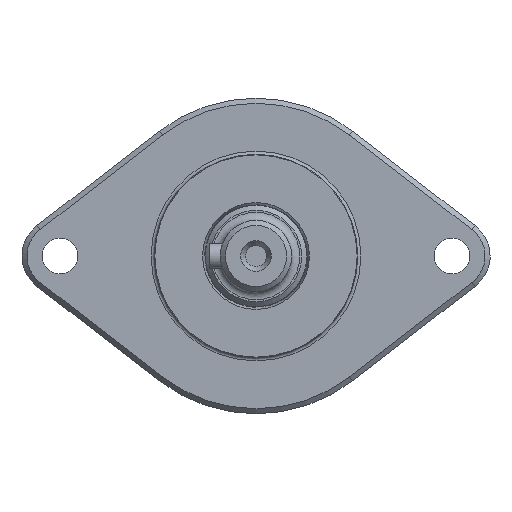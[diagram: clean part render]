
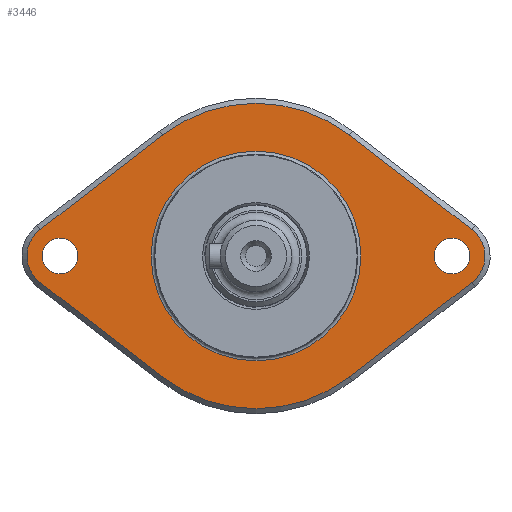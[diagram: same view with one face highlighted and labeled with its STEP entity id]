
A CAD part, left-side view. The second image highlights one B-rep face of the part: STEP entity #3446.
In plain terms, the highlighted planar face has unit normal (-1, 0, 0).
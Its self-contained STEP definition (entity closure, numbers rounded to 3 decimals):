
#269=FACE_BOUND('',#1216,.T.);
#270=FACE_BOUND('',#1217,.T.);
#271=FACE_BOUND('',#1218,.T.);
#539=LINE('',#5812,#809);
#540=LINE('',#5816,#810);
#541=LINE('',#5820,#811);
#542=LINE('',#5823,#812);
#809=VECTOR('',#4604,10.);
#810=VECTOR('',#4607,10.);
#811=VECTOR('',#4610,10.);
#812=VECTOR('',#4613,10.);
#1012=FACE_OUTER_BOUND('',#1215,.T.);
#1215=EDGE_LOOP('',(#2961,#2962,#2963,#2964,#2965,#2966,#2967,#2968));
#1216=EDGE_LOOP('',(#2969,#2970));
#1217=EDGE_LOOP('',(#2971));
#1218=EDGE_LOOP('',(#2972));
#1370=CIRCLE('',#3728,20.6);
#1372=CIRCLE('',#3730,20.6);
#1374=CIRCLE('',#3733,3.5);
#1378=CIRCLE('',#3740,3.5);
#1387=CIRCLE('',#3760,6.5);
#1388=CIRCLE('',#3761,30.);
#1389=CIRCLE('',#3762,6.5);
#1390=CIRCLE('',#3763,30.);
#1687=VERTEX_POINT('',#5724);
#1688=VERTEX_POINT('',#5725);
#1690=VERTEX_POINT('',#5732);
#1698=VERTEX_POINT('',#5753);
#1714=VERTEX_POINT('',#5808);
#1715=VERTEX_POINT('',#5809);
#1716=VERTEX_POINT('',#5811);
#1717=VERTEX_POINT('',#5813);
#1718=VERTEX_POINT('',#5815);
#1719=VERTEX_POINT('',#5817);
#1720=VERTEX_POINT('',#5819);
#1721=VERTEX_POINT('',#5821);
#2104=EDGE_CURVE('',#1687,#1688,#1370,.T.);
#2106=EDGE_CURVE('',#1688,#1687,#1372,.T.);
#2109=EDGE_CURVE('',#1690,#1690,#1374,.T.);
#2119=EDGE_CURVE('',#1698,#1698,#1378,.T.);
#2146=EDGE_CURVE('',#1714,#1715,#1387,.T.);
#2147=EDGE_CURVE('',#1716,#1714,#539,.T.);
#2148=EDGE_CURVE('',#1717,#1716,#1388,.T.);
#2149=EDGE_CURVE('',#1718,#1717,#540,.T.);
#2150=EDGE_CURVE('',#1719,#1718,#1389,.T.);
#2151=EDGE_CURVE('',#1720,#1719,#541,.T.);
#2152=EDGE_CURVE('',#1721,#1720,#1390,.T.);
#2153=EDGE_CURVE('',#1715,#1721,#542,.T.);
#2961=ORIENTED_EDGE('',*,*,#2146,.F.);
#2962=ORIENTED_EDGE('',*,*,#2147,.F.);
#2963=ORIENTED_EDGE('',*,*,#2148,.F.);
#2964=ORIENTED_EDGE('',*,*,#2149,.F.);
#2965=ORIENTED_EDGE('',*,*,#2150,.F.);
#2966=ORIENTED_EDGE('',*,*,#2151,.F.);
#2967=ORIENTED_EDGE('',*,*,#2152,.F.);
#2968=ORIENTED_EDGE('',*,*,#2153,.F.);
#2969=ORIENTED_EDGE('',*,*,#2104,.F.);
#2970=ORIENTED_EDGE('',*,*,#2106,.F.);
#2971=ORIENTED_EDGE('',*,*,#2109,.T.);
#2972=ORIENTED_EDGE('',*,*,#2119,.T.);
#3294=PLANE('',#3759);
#3446=ADVANCED_FACE('',(#1012,#269,#270,#271),#3294,.T.);
#3728=AXIS2_PLACEMENT_3D('',#5726,#4513,#4514);
#3730=AXIS2_PLACEMENT_3D('',#5728,#4517,#4518);
#3733=AXIS2_PLACEMENT_3D('',#5734,#4524,#4525);
#3740=AXIS2_PLACEMENT_3D('',#5755,#4544,#4545);
#3759=AXIS2_PLACEMENT_3D('',#5807,#4600,#4601);
#3760=AXIS2_PLACEMENT_3D('',#5810,#4602,#4603);
#3761=AXIS2_PLACEMENT_3D('',#5814,#4605,#4606);
#3762=AXIS2_PLACEMENT_3D('',#5818,#4608,#4609);
#3763=AXIS2_PLACEMENT_3D('',#5822,#4611,#4612);
#4513=DIRECTION('center_axis',(-1.,0.,0.));
#4514=DIRECTION('ref_axis',(0.,1.,0.));
#4517=DIRECTION('center_axis',(-1.,0.,0.));
#4518=DIRECTION('ref_axis',(0.,1.,0.));
#4524=DIRECTION('center_axis',(1.,0.,0.));
#4525=DIRECTION('ref_axis',(0.,0.,
1.));
#4544=DIRECTION('center_axis',(1.,0.,0.));
#4545=DIRECTION('ref_axis',(0.,0.,
1.));
#4600=DIRECTION('center_axis',(-1.,0.,0.));
#4601=DIRECTION('ref_axis',(0.,0.,
1.));
#4602=DIRECTION('center_axis',(1.,0.,0.));
#4603=DIRECTION('ref_axis',(0.,0.61,-0.792));
#4604=DIRECTION('',(0.,0.792,0.61));
#4605=DIRECTION('center_axis',(1.,0.,0.));
#4606=DIRECTION('ref_axis',(0.,-0.61,-0.792));
#4607=DIRECTION('',(0.,0.792,-0.61));
#4608=DIRECTION('center_axis',(1.,0.,0.));
#4609=DIRECTION('ref_axis',(0.,-0.61,0.792));
#4610=DIRECTION('',(0.,-0.792,-0.61));
#4611=DIRECTION('center_axis',(1.,0.,0.));
#4612=DIRECTION('ref_axis',(0.,0.61,0.792));
#4613=DIRECTION('',(0.,-0.792,0.61));
#5724=CARTESIAN_POINT('',(-98.2,20.6,0.));
#5725=CARTESIAN_POINT('',(-98.2,0.,-20.6));
#5726=CARTESIAN_POINT('Origin',(-98.2,0.,0.));
#5728=CARTESIAN_POINT('Origin',(-98.2,0.,0.));
#5732=CARTESIAN_POINT('',(-98.2,38.5,-3.5));
#5734=CARTESIAN_POINT('Origin',(-98.2,38.5,0.));
#5753=CARTESIAN_POINT('',(-98.2,-38.5,-3.5));
#5755=CARTESIAN_POINT('Origin',(-98.2,-38.5,0.));
#5807=CARTESIAN_POINT('Origin',(-98.2,33.3,0.));
#5808=CARTESIAN_POINT('',(-98.2,42.468,-5.149));
#5809=CARTESIAN_POINT('',(-98.2,42.468,5.149));
#5810=CARTESIAN_POINT('Origin',(-98.2,38.5,0.));
#5811=CARTESIAN_POINT('',(-98.2,18.312,-23.763));
#5812=CARTESIAN_POINT('',(-98.2,40.836,-6.406));
#5813=CARTESIAN_POINT('',(-98.2,-18.312,-23.763));
#5814=CARTESIAN_POINT('Origin',(-98.2,0.,
0.));
#5815=CARTESIAN_POINT('',(-98.2,-42.468,-5.149));
#5816=CARTESIAN_POINT('',(-98.2,-7.865,-31.813));
#5817=CARTESIAN_POINT('',(-98.2,-42.468,5.149));
#5818=CARTESIAN_POINT('Origin',(-98.2,-38.5,0.));
#5819=CARTESIAN_POINT('',(-98.2,-18.312,23.763));
#5820=CARTESIAN_POINT('',(-98.2,-19.943,22.506));
#5821=CARTESIAN_POINT('',(-98.2,18.312,23.763));
#5822=CARTESIAN_POINT('Origin',(-98.2,0.,
0.));
#5823=CARTESIAN_POINT('',(-98.2,28.758,15.713));
